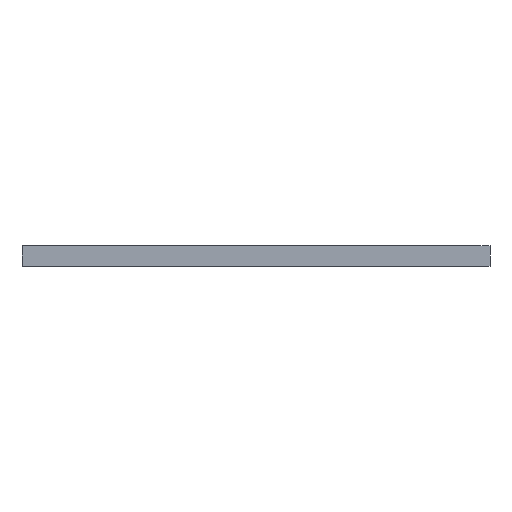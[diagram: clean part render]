
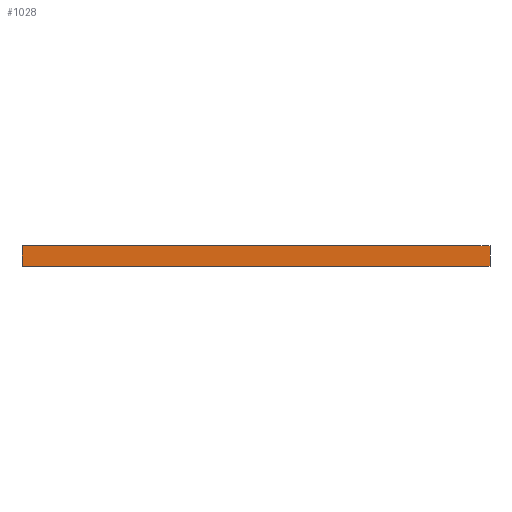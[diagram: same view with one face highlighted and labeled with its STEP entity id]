
A CAD part, left-side view. The second image highlights one B-rep face of the part: STEP entity #1028.
In plain terms, the highlighted planar face has unit normal (-1, 0, 0).
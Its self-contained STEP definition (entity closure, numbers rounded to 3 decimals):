
#190=PLANE('',#3769);
#574=LINE('',#7529,#860);
#575=LINE('',#7532,#861);
#576=LINE('',#7534,#862);
#577=LINE('',#7536,#863);
#860=VECTOR('',#4318,1.);
#861=VECTOR('',#4319,1.);
#862=VECTOR('',#4320,1.);
#863=VECTOR('',#4321,1.);
#1028=ADVANCED_FACE('',(#1265),#190,.T.);
#1265=FACE_OUTER_BOUND('',#1475,.T.);
#1475=EDGE_LOOP('',(#2155,#2156,#2157,#2158));
#2155=ORIENTED_EDGE('',*,*,#3341,.F.);
#2156=ORIENTED_EDGE('',*,*,#3342,.T.);
#2157=ORIENTED_EDGE('',*,*,#3343,.T.);
#2158=ORIENTED_EDGE('',*,*,#3344,.F.);
#2902=VERTEX_POINT('',#7530);
#2903=VERTEX_POINT('',#7531);
#2904=VERTEX_POINT('',#7533);
#2905=VERTEX_POINT('',#7535);
#3341=EDGE_CURVE('',#2902,#2903,#574,.T.);
#3342=EDGE_CURVE('',#2902,#2904,#575,.T.);
#3343=EDGE_CURVE('',#2904,#2905,#576,.T.);
#3344=EDGE_CURVE('',#2903,#2905,#577,.T.);
#3769=AXIS2_PLACEMENT_3D('',#7537,#4322,#4323);
#4318=DIRECTION('',(0.,-1.,0.));
#4319=DIRECTION('',(0.,0.,-1.));
#4320=DIRECTION('',(0.,-1.,0.));
#4321=DIRECTION('',(0.,0.,-1.));
#4322=DIRECTION('',(-1.,0.,0.));
#4323=DIRECTION('',(0.,-1.,0.));
#7529=CARTESIAN_POINT('',(1050.,6750.,0.));
#7530=CARTESIAN_POINT('',(1050.,6750.,0.));
#7531=CARTESIAN_POINT('',(1050.,5950.,0.));
#7532=CARTESIAN_POINT('',(1050.,6750.,0.));
#7533=CARTESIAN_POINT('',(1050.,6750.,-35.));
#7534=CARTESIAN_POINT('',(1050.,6750.,-35.));
#7535=CARTESIAN_POINT('',(1050.,5950.,-35.));
#7536=CARTESIAN_POINT('',(1050.,5950.,0.));
#7537=CARTESIAN_POINT('',(1050.,6750.,0.));
